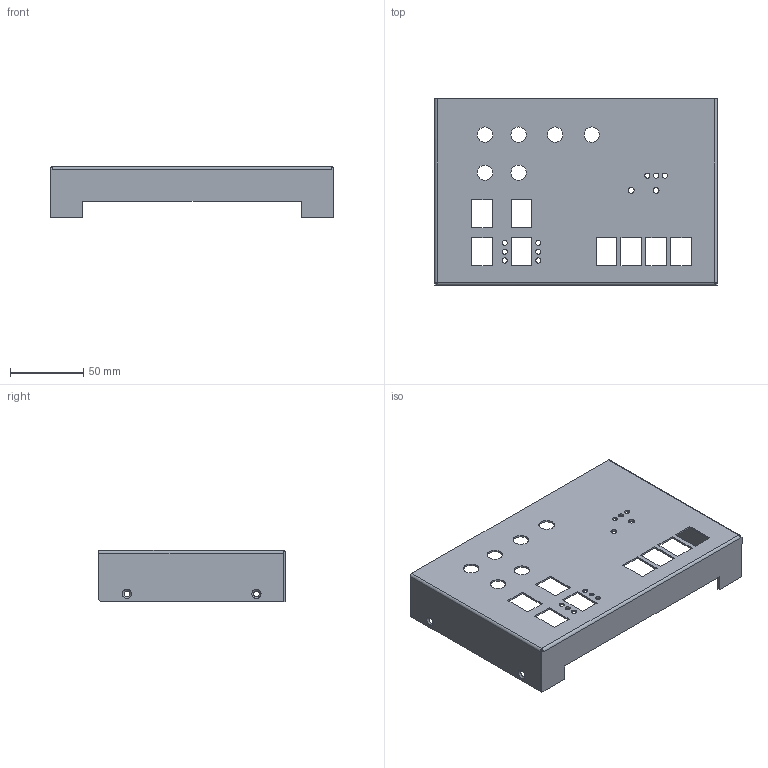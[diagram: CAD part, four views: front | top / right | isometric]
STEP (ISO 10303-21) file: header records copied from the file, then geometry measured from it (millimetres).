
FILE_DESCRIPTION (( 'STEP AP203' ), '1' );
FILE_NAME ('coperchio_d9ux.STEP', '2019-03-20T14:01:27', ( '' ), ( '' ), 'SwSTEP 2.0', 'SolidWorks 2018', '' );
FILE_SCHEMA (( 'CONFIG_CONTROL_DESIGN' ));
Length unit declared in the file: millimetre
Products named in the file (1): coperchio_d9ux
Bounding box: 193.4 x 127.5 x 34.9 mm (x, y, z)
Volume: 41929.5 mm3; surface area: 72051.8 mm2
Topology: 1 solids, 1 shells, 114 faces, 312 edges, 200 vertices
Faces by surface type: plane 60, cylinder 42, cone 8, bspline 4
Entity records: 3931 total; most frequent: CARTESIAN_POINT 809, ORIENTED_EDGE 624, DIRECTION 612, EDGE_CURVE 312, LINE 206, VECTOR 206, AXIS2_PLACEMENT_3D 203, VERTEX_POINT 200
